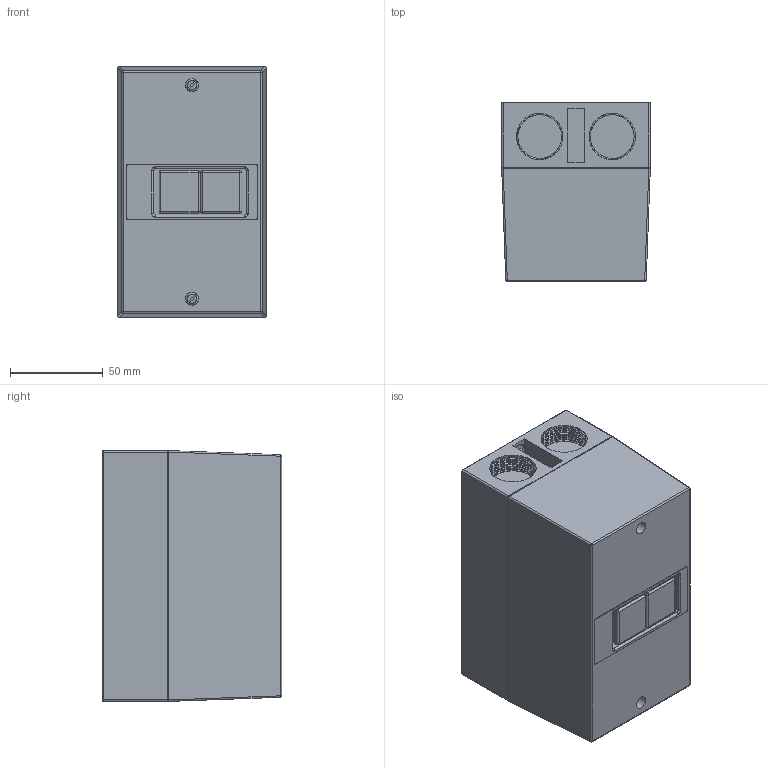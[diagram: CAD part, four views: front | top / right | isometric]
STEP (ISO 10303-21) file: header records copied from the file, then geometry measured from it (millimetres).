
FILE_DESCRIPTION(('FreeCAD Model'),'2;1');
FILE_NAME('gehäuse.step', '2022-01-10T15:48:22',('Author'),(''), 'Open CASCADE STEP processor 7.2','FreeCAD','Unknown');
FILE_SCHEMA(('AUTOMOTIVE_DESIGN { 1 0 10303 214 1 1 1 1 }'));
Length unit declared in the file: millimetre
Products named in the file (3): Fillet007; Fillet006; Fusion012
Bounding box: 80 x 96.5 x 135 mm (x, y, z)
Volume: 982677.5 mm3; surface area: 79585.7 mm2
Topology: 3 solids, 5 shells, 318 faces, 761 edges, 462 vertices
Faces by surface type: plane 128, cylinder 102, bspline 56, torus 16, sphere 12, cone 4
Full cylindrical faces by diameter (mm): 2.6 x2, 2.675 x2, 2.8 x1, 4.2 x1, 7 x4, 23.6 x24, 25 x4
Entity records: 33606 total; most frequent: CARTESIAN_POINT 17137, DIRECTION 2353, ORIENTED_EDGE 1498, PCURVE 1498, DEFINITIONAL_REPRESENTATION 1498, LINE 1335, VECTOR 1335, EDGE_CURVE 749
